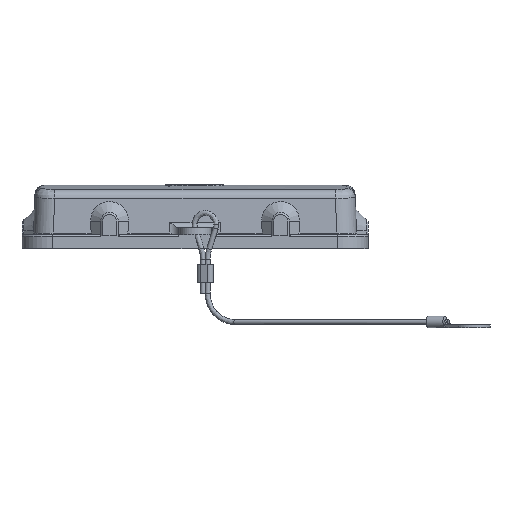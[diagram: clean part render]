
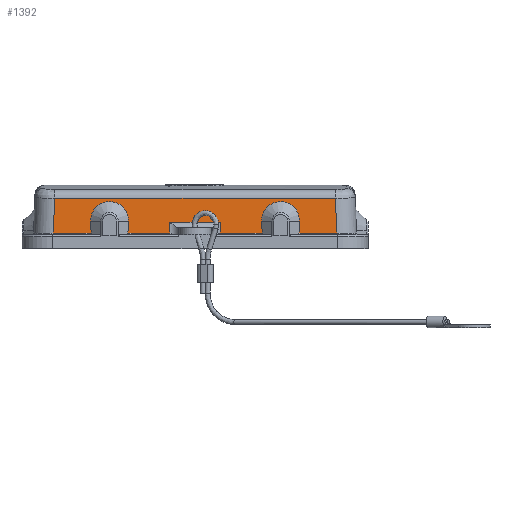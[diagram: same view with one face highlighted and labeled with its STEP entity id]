
A CAD part, front view. The second image highlights one B-rep face of the part: STEP entity #1392.
In plain terms, the highlighted planar face has unit normal (0, -0.999, 0.035).
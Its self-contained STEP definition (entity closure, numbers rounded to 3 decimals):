
#1029=FACE_OUTER_BOUND('',#2059,.T.);
#1306=ELLIPSE('',#6579,5.242,5.236);
#1307=ELLIPSE('',#6580,5.242,5.236);
#1392=ADVANCED_FACE('',(#1029),#1714,.T.);
#1714=PLANE('',#6581);
#2059=EDGE_LOOP('',(#2809,#2810,#2811,#2812,#2813,#2814,#2815,#2816,#2817,
#2818,#2819,#2820,#2821,#2822,#2823,#2824));
#2809=ORIENTED_EDGE('',*,*,#4846,.F.);
#2810=ORIENTED_EDGE('',*,*,#4847,.T.);
#2811=ORIENTED_EDGE('',*,*,#4848,.T.);
#2812=ORIENTED_EDGE('',*,*,#4849,.T.);
#2813=ORIENTED_EDGE('',*,*,#4850,.T.);
#2814=ORIENTED_EDGE('',*,*,#4851,.T.);
#2815=ORIENTED_EDGE('',*,*,#4852,.T.);
#2816=ORIENTED_EDGE('',*,*,#4853,.T.);
#2817=ORIENTED_EDGE('',*,*,#4854,.T.);
#2818=ORIENTED_EDGE('',*,*,#4855,.T.);
#2819=ORIENTED_EDGE('',*,*,#4856,.T.);
#2820=ORIENTED_EDGE('',*,*,#4857,.T.);
#2821=ORIENTED_EDGE('',*,*,#4858,.T.);
#2822=ORIENTED_EDGE('',*,*,#4859,.T.);
#2823=ORIENTED_EDGE('',*,*,#4860,.F.);
#2824=ORIENTED_EDGE('',*,*,#4861,.F.);
#4309=VERTEX_POINT('',#9235);
#4310=VERTEX_POINT('',#9236);
#4311=VERTEX_POINT('',#9238);
#4312=VERTEX_POINT('',#9240);
#4313=VERTEX_POINT('',#9242);
#4314=VERTEX_POINT('',#9244);
#4315=VERTEX_POINT('',#9246);
#4316=VERTEX_POINT('',#9248);
#4317=VERTEX_POINT('',#9250);
#4318=VERTEX_POINT('',#9252);
#4319=VERTEX_POINT('',#9254);
#4320=VERTEX_POINT('',#9256);
#4321=VERTEX_POINT('',#9258);
#4322=VERTEX_POINT('',#9260);
#4323=VERTEX_POINT('',#9262);
#4324=VERTEX_POINT('',#9264);
#4846=EDGE_CURVE('',#4309,#4310,#5526,.T.);
#4847=EDGE_CURVE('',#4309,#4311,#5527,.T.);
#4848=EDGE_CURVE('',#4311,#4312,#5528,.T.);
#4849=EDGE_CURVE('',#4312,#4313,#5529,.T.);
#4850=EDGE_CURVE('',#4313,#4314,#5530,.T.);
#4851=EDGE_CURVE('',#4314,#4315,#5531,.T.);
#4852=EDGE_CURVE('',#4315,#4316,#5532,.T.);
#4853=EDGE_CURVE('',#4316,#4317,#1306,.T.);
#4854=EDGE_CURVE('',#4317,#4318,#5533,.T.);
#4855=EDGE_CURVE('',#4318,#4319,#5534,.T.);
#4856=EDGE_CURVE('',#4319,#4320,#5535,.T.);
#4857=EDGE_CURVE('',#4320,#4321,#5536,.T.);
#4858=EDGE_CURVE('',#4321,#4322,#5537,.T.);
#4859=EDGE_CURVE('',#4322,#4323,#5538,.T.);
#4860=EDGE_CURVE('',#4324,#4323,#5539,.T.);
#4861=EDGE_CURVE('',#4310,#4324,#1307,.T.);
#5526=LINE('',#9234,#5969);
#5527=LINE('',#9237,#5970);
#5528=LINE('',#9239,#5971);
#5529=LINE('',#9241,#5972);
#5530=LINE('',#9243,#5973);
#5531=LINE('',#9245,#5974);
#5532=LINE('',#9247,#5975);
#5533=LINE('',#9251,#5976);
#5534=LINE('',#9253,#5977);
#5535=LINE('',#9255,#5978);
#5536=LINE('',#9257,#5979);
#5537=LINE('',#9259,#5980);
#5538=LINE('',#9261,#5981);
#5539=LINE('',#9263,#5982);
#5969=VECTOR('',#7352,1.);
#5970=VECTOR('',#7353,1.);
#5971=VECTOR('',#7354,1.);
#5972=VECTOR('',#7355,1.);
#5973=VECTOR('',#7356,1.);
#5974=VECTOR('',#7357,1.);
#5975=VECTOR('',#7358,1.);
#5976=VECTOR('',#7361,1.);
#5977=VECTOR('',#7362,1.);
#5978=VECTOR('',#7363,1.);
#5979=VECTOR('',#7364,1.);
#5980=VECTOR('',#7365,1.);
#5981=VECTOR('',#7366,1.);
#5982=VECTOR('',#7367,1.);
#6579=AXIS2_PLACEMENT_3D('',#9249,#7359,#7360);
#6580=AXIS2_PLACEMENT_3D('',#9265,#7368,#7369);
#6581=AXIS2_PLACEMENT_3D('',#9266,#7370,#7371);
#7352=DIRECTION('',(0.035,0.035,0.999));
#7353=DIRECTION('',(1.,0.,0.));
#7354=DIRECTION('',(-0.035,0.035,0.999));
#7355=DIRECTION('',(-1.,0.,0.));
#7356=DIRECTION('',(-0.035,-0.035,-0.999));
#7357=DIRECTION('',(1.,0.,0.));
#7358=DIRECTION('',(-0.035,0.035,0.999));
#7359=DIRECTION('',(0.,0.999,-0.035));
#7360=DIRECTION('',(0.,0.035,0.999));
#7361=DIRECTION('',(-0.035,-0.035,-0.999));
#7362=DIRECTION('',(1.,0.,0.));
#7363=DIRECTION('',(0.,0.035,0.999));
#7364=DIRECTION('',(1.,0.,0.));
#7365=DIRECTION('',(0.,-0.035,-0.999));
#7366=DIRECTION('',(1.,0.,0.));
#7367=DIRECTION('',(0.035,-0.035,-0.999));
#7368=DIRECTION('',(0.,-0.999,0.035));
#7369=DIRECTION('',(0.,0.035,0.999));
#7370=DIRECTION('',(0.,-0.999,0.035));
#7371=DIRECTION('',(0.,-0.035,-0.999));
#9234=CARTESIAN_POINT('',(28.815,-19.835,0.895));
#9235=CARTESIAN_POINT('',(28.867,-19.783,2.383));
#9236=CARTESIAN_POINT('',(28.983,-19.667,5.7));
#9237=CARTESIAN_POINT('',(0.,-19.783,2.383));
#9238=CARTESIAN_POINT('',(39.336,-19.783,2.383));
#9239=CARTESIAN_POINT('',(39.305,-19.752,3.271));
#9240=CARTESIAN_POINT('',(39.001,-19.448,11.978));
#9241=CARTESIAN_POINT('',(-38.929,-19.448,11.978));
#9242=CARTESIAN_POINT('',(-39.001,-19.448,11.978));
#9243=CARTESIAN_POINT('',(-39.305,-19.752,3.271));
#9244=CARTESIAN_POINT('',(-39.336,-19.783,2.383));
#9245=CARTESIAN_POINT('',(0.,-19.783,2.383));
#9246=CARTESIAN_POINT('',(-28.867,-19.783,2.383));
#9247=CARTESIAN_POINT('',(-28.815,-19.835,0.895));
#9248=CARTESIAN_POINT('',(-28.983,-19.667,5.7));
#9249=CARTESIAN_POINT('',(-23.75,-19.661,5.883));
#9250=CARTESIAN_POINT('',(-18.517,-19.667,5.7));
#9251=CARTESIAN_POINT('',(-18.627,-19.777,2.55));
#9252=CARTESIAN_POINT('',(-18.633,-19.783,2.383));
#9253=CARTESIAN_POINT('',(0.,-19.783,2.383));
#9254=CARTESIAN_POINT('',(-7.,-19.783,2.383));
#9255=CARTESIAN_POINT('',(-7.,-19.8,1.9));
#9256=CARTESIAN_POINT('',(-7.,-19.68,5.348));
#9257=CARTESIAN_POINT('',(7.,-19.68,5.348));
#9258=CARTESIAN_POINT('',(7.,-19.68,5.348));
#9259=CARTESIAN_POINT('',(7.,-19.8,1.9));
#9260=CARTESIAN_POINT('',(7.,-19.783,2.383));
#9261=CARTESIAN_POINT('',(0.,-19.783,2.383));
#9262=CARTESIAN_POINT('',(18.633,-19.783,2.383));
#9263=CARTESIAN_POINT('',(18.627,-19.777,2.55));
#9264=CARTESIAN_POINT('',(18.517,-19.667,5.7));
#9265=CARTESIAN_POINT('',(23.75,-19.661,5.883));
#9266=CARTESIAN_POINT('',(0.,-19.8,1.9));
